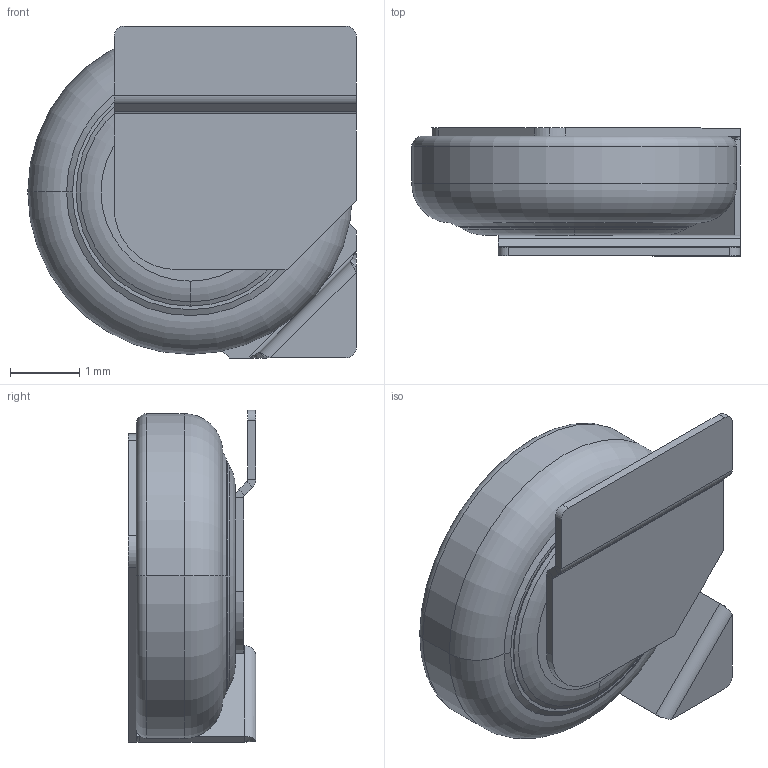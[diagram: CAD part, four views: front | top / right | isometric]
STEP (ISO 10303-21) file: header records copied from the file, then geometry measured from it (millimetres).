
FILE_DESCRIPTION (( 'STEP AP214' ), '1' );
FILE_NAME ('XH414HG-IV01E.STEP', '2019-12-24T11:20:23', ( '' ), ( '' ), 'SwSTEP 2.0', 'SolidWorks 2017', '' );
FILE_SCHEMA (( 'AUTOMOTIVE_DESIGN' ));
Length unit declared in the file: millimetre
Products named in the file (1): XH414HG-IV01E
Bounding box: 4.75 x 1.85 x 4.8 mm (x, y, z)
Volume: 25.3 mm3; surface area: 105.9 mm2
Topology: 3 solids, 3 shells, 70 faces, 149 edges, 86 vertices
Faces by surface type: plane 37, cylinder 19, torus 6, bspline 4, cone 4
Entity records: 1985 total; most frequent: CARTESIAN_POINT 438, DIRECTION 323, ORIENTED_EDGE 298, EDGE_CURVE 149, AXIS2_PLACEMENT_3D 115, LINE 93, VECTOR 93, VERTEX_POINT 86
